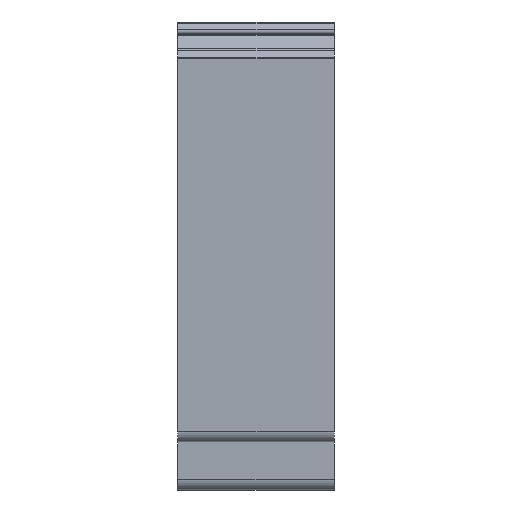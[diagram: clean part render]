
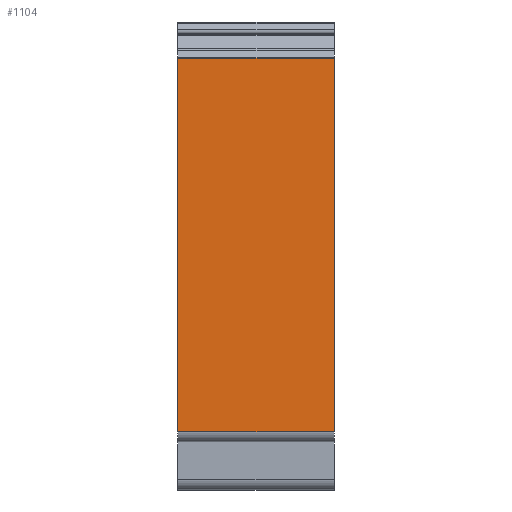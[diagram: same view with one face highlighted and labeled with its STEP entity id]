
A CAD part, left-side view. The second image highlights one B-rep face of the part: STEP entity #1104.
In plain terms, the highlighted planar face has unit normal (-1, 0, 0).
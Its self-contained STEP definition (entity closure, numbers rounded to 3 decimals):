
#130=ORIENTED_EDGE('',*,*,#447,.F.);
#131=ORIENTED_EDGE('',*,*,#446,.F.);
#132=ORIENTED_EDGE('',*,*,#448,.T.);
#133=ORIENTED_EDGE('',*,*,#449,.T.);
#446=EDGE_CURVE('',#598,#597,#713,.T.);
#447=EDGE_CURVE('',#597,#599,#714,.T.);
#448=EDGE_CURVE('',#598,#600,#715,.T.);
#449=EDGE_CURVE('',#600,#599,#716,.T.);
#597=VERTEX_POINT('',#1654);
#598=VERTEX_POINT('',#1656);
#599=VERTEX_POINT('',#1660);
#600=VERTEX_POINT('',#1662);
#713=LINE('',#1657,#842);
#714=LINE('',#1659,#843);
#715=LINE('',#1661,#844);
#716=LINE('',#1663,#845);
#842=VECTOR('',#1333,1000.);
#843=VECTOR('',#1336,1000.);
#844=VECTOR('',#1337,1000.);
#845=VECTOR('',#1338,1000.);
#951=EDGE_LOOP('',(#130,#131,#132,#133));
#1008=FACE_BOUND('',#951,.T.);
#1061=PLANE('',#1182);
#1104=ADVANCED_FACE('',(#1008),#1061,.T.);
#1182=AXIS2_PLACEMENT_3D('',#1658,#1334,#1335);
#1333=DIRECTION('',(0.,-1.,0.));
#1334=DIRECTION('',(-1.,0.,0.));
#1335=DIRECTION('',(0.,0.,1.));
#1336=DIRECTION('',(0.,0.,-1.));
#1337=DIRECTION('',(0.,0.,-1.));
#1338=DIRECTION('',(0.,-1.,0.));
#1654=CARTESIAN_POINT('',(-52.5,0.,46.181));
#1656=CARTESIAN_POINT('',(-52.5,38.,46.181));
#1657=CARTESIAN_POINT('',(-52.5,38.,46.181));
#1658=CARTESIAN_POINT('',(-52.5,38.,-44.375));
#1659=CARTESIAN_POINT('',(-52.5,0.,-44.375));
#1660=CARTESIAN_POINT('',(-52.5,0.,-44.375));
#1661=CARTESIAN_POINT('',(-52.5,38.,-44.375));
#1662=CARTESIAN_POINT('',(-52.5,38.,-44.375));
#1663=CARTESIAN_POINT('',(-52.5,38.,-44.375));
